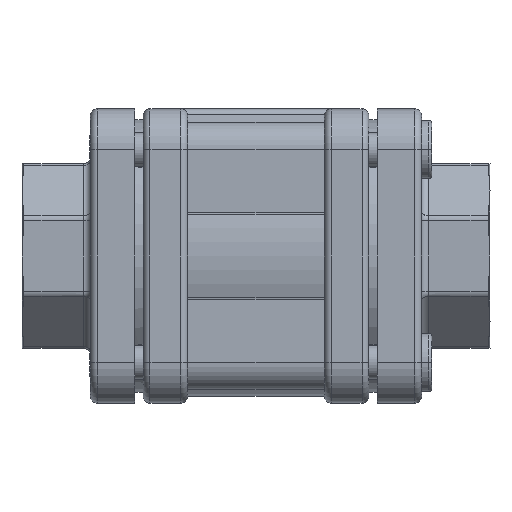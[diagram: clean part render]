
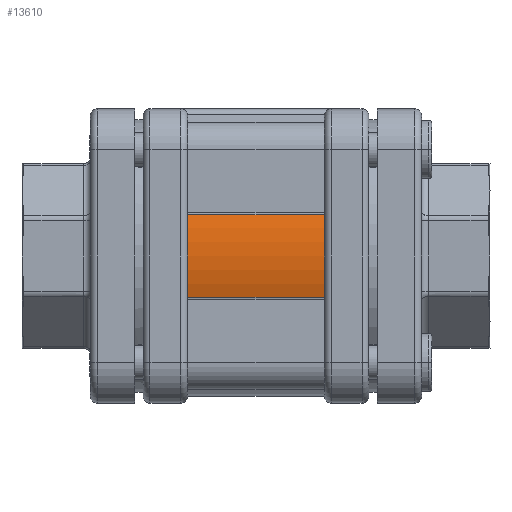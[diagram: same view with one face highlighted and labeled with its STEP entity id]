
A CAD part, front view. The second image highlights one B-rep face of the part: STEP entity #13610.
In plain terms, the highlighted cylindrical face has radius 20.5 mm (diameter 41 mm), a partial arc.
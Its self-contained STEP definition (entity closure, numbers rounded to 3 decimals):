
#3224=DIRECTION('',(-1.,0.,0.));
#3225=VECTOR('',#3224,20.);
#3226=CARTESIAN_POINT('',(10.,-19.594,-6.026));
#3227=LINE('',#3226,#3225);
#3228=CARTESIAN_POINT('',(-10.,0.,0.));
#3229=DIRECTION('',(1.,0.,0.));
#3230=DIRECTION('',(0.,-1.,0.));
#3231=AXIS2_PLACEMENT_3D('',#3228,#3229,#3230);
#3233=CARTESIAN_POINT('',(-10.,0.,0.));
#3234=DIRECTION('',(1.,0.,0.));
#3235=DIRECTION('',(0.,-0.956,0.294));
#3236=AXIS2_PLACEMENT_3D('',#3233,#3234,#3235);
#3238=DIRECTION('',(1.,0.,0.));
#3239=VECTOR('',#3238,20.);
#3240=CARTESIAN_POINT('',(-10.,-19.594,6.026));
#3241=LINE('',#3240,#3239);
#3242=CARTESIAN_POINT('',(10.,0.,0.));
#3243=DIRECTION('',(1.,0.,0.));
#3244=DIRECTION('',(0.,-0.956,0.294));
#3245=AXIS2_PLACEMENT_3D('',#3242,#3243,#3244);
#3247=CARTESIAN_POINT('',(10.,0.,0.));
#3248=DIRECTION('',(1.,0.,0.));
#3249=DIRECTION('',(0.,-1.,0.));
#3250=AXIS2_PLACEMENT_3D('',#3247,#3248,#3249);
#8178=CARTESIAN_POINT('',(-10.,-20.5,0.));
#8179=VERTEX_POINT('',#8178);
#8180=CARTESIAN_POINT('',(10.,-20.5,0.));
#8181=VERTEX_POINT('',#8180);
#8570=CARTESIAN_POINT('',(10.,-19.594,-6.026));
#8571=CARTESIAN_POINT('',(-10.,-19.594,-6.026));
#8572=VERTEX_POINT('',#8570);
#8573=VERTEX_POINT('',#8571);
#8578=CARTESIAN_POINT('',(-10.,-19.594,6.026));
#8579=CARTESIAN_POINT('',(10.,-19.594,6.026));
#8580=VERTEX_POINT('',#8578);
#8581=VERTEX_POINT('',#8579);
#13595=CARTESIAN_POINT('',(-10.,0.,0.));
#13596=DIRECTION('',(1.,0.,0.));
#13597=DIRECTION('',(0.,0.,1.));
#13598=AXIS2_PLACEMENT_3D('',#13595,#13596,#13597);
#13599=CYLINDRICAL_SURFACE('',#13598,20.5);
#13601=ORIENTED_EDGE('',*,*,#13600,.T.);
#13602=ORIENTED_EDGE('',*,*,#13493,.F.);
#13603=ORIENTED_EDGE('',*,*,#13505,.F.);
#13605=ORIENTED_EDGE('',*,*,#13604,.T.);
#13606=ORIENTED_EDGE('',*,*,#12910,.T.);
#13607=ORIENTED_EDGE('',*,*,#12868,.T.);
#13608=EDGE_LOOP('',(#13601,#13602,#13603,#13605,#13606,#13607));
#13609=FACE_OUTER_BOUND('',#13608,.F.);
#13610=ADVANCED_FACE('',(#13609),#13599,.T.);
#3232=CIRCLE('',#3231,20.5);
#3237=CIRCLE('',#3236,20.5);
#3246=CIRCLE('',#3245,20.5);
#3251=CIRCLE('',#3250,20.5);
#12868=EDGE_CURVE('',#8181,#8572,#3251,.T.);
#12910=EDGE_CURVE('',#8581,#8181,#3246,.T.);
#13493=EDGE_CURVE('',#8179,#8573,#3232,.T.);
#13505=EDGE_CURVE('',#8580,#8179,#3237,.T.);
#13600=EDGE_CURVE('',#8572,#8573,#3227,.T.);
#13604=EDGE_CURVE('',#8580,#8581,#3241,.T.);
